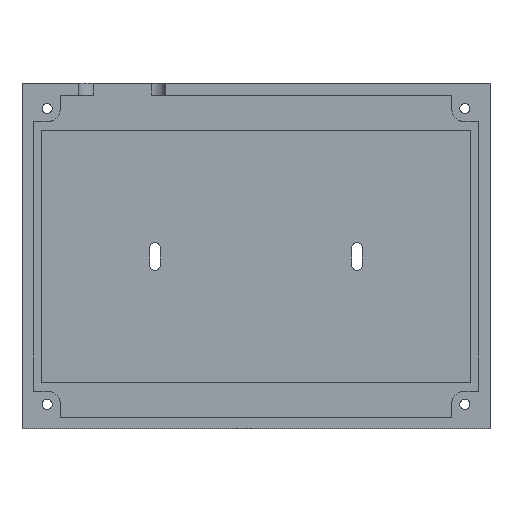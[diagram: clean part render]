
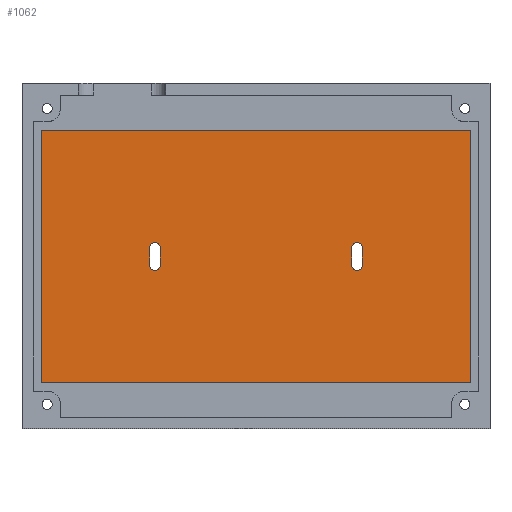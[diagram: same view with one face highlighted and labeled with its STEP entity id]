
A CAD part, top view. The second image highlights one B-rep face of the part: STEP entity #1062.
In plain terms, the highlighted planar face has unit normal (0, 0, 1).
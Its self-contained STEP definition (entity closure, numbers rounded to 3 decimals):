
#48=FACE_BOUND('',#211,.T.);
#49=FACE_BOUND('',#212,.T.);
#62=CIRCLE('',#1106,1.75);
#63=CIRCLE('',#1109,1.75);
#64=CIRCLE('',#1111,1.75);
#65=CIRCLE('',#1114,1.75);
#138=FACE_OUTER_BOUND('',#210,.T.);
#210=EDGE_LOOP('',(#943,#944,#945,#946));
#211=EDGE_LOOP('',(#947,#948,#949,#950));
#212=EDGE_LOOP('',(#951,#952,#953,#954));
#248=LINE('',#1562,#358);
#251=LINE('',#1570,#361);
#255=LINE('',#1582,#365);
#258=LINE('',#1589,#368);
#319=LINE('',#1758,#429);
#320=LINE('',#1760,#430);
#321=LINE('',#1762,#431);
#322=LINE('',#1763,#432);
#358=VECTOR('',#1255,10.);
#361=VECTOR('',#1264,10.);
#365=VECTOR('',#1278,10.);
#368=VECTOR('',#1287,10.);
#429=VECTOR('',#1456,10.);
#430=VECTOR('',#1457,10.);
#431=VECTOR('',#1458,10.);
#432=VECTOR('',#1459,10.);
#469=VERTEX_POINT('',#1559);
#470=VERTEX_POINT('',#1561);
#471=VERTEX_POINT('',#1565);
#472=VERTEX_POINT('',#1569);
#473=VERTEX_POINT('',#1575);
#474=VERTEX_POINT('',#1577);
#475=VERTEX_POINT('',#1581);
#476=VERTEX_POINT('',#1585);
#529=VERTEX_POINT('',#1756);
#530=VERTEX_POINT('',#1757);
#531=VERTEX_POINT('',#1759);
#532=VERTEX_POINT('',#1761);
#576=EDGE_CURVE('',#470,#469,#248,.T.);
#578=EDGE_CURVE('',#471,#470,#62,.T.);
#580=EDGE_CURVE('',#472,#471,#251,.T.);
#582=EDGE_CURVE('',#469,#472,#63,.T.);
#584=EDGE_CURVE('',#474,#473,#64,.T.);
#586=EDGE_CURVE('',#475,#474,#255,.T.);
#588=EDGE_CURVE('',#476,#475,#65,.T.);
#590=EDGE_CURVE('',#473,#476,#258,.T.);
#671=EDGE_CURVE('',#529,#530,#319,.T.);
#672=EDGE_CURVE('',#531,#529,#320,.T.);
#673=EDGE_CURVE('',#532,#531,#321,.T.);
#674=EDGE_CURVE('',#530,#532,#322,.T.);
#943=ORIENTED_EDGE('',*,*,#671,.F.);
#944=ORIENTED_EDGE('',*,*,#672,.F.);
#945=ORIENTED_EDGE('',*,*,#673,.F.);
#946=ORIENTED_EDGE('',*,*,#674,.F.);
#947=ORIENTED_EDGE('',*,*,#580,.T.);
#948=ORIENTED_EDGE('',*,*,#578,.T.);
#949=ORIENTED_EDGE('',*,*,#576,.T.);
#950=ORIENTED_EDGE('',*,*,#582,.T.);
#951=ORIENTED_EDGE('',*,*,#588,.T.);
#952=ORIENTED_EDGE('',*,*,#586,.T.);
#953=ORIENTED_EDGE('',*,*,#584,.T.);
#954=ORIENTED_EDGE('',*,*,#590,.T.);
#1005=PLANE('',#1169);
#1062=ADVANCED_FACE('',(#138,#48,#49),#1005,.T.);
#1106=AXIS2_PLACEMENT_3D('',#1566,#1259,#1260);
#1109=AXIS2_PLACEMENT_3D('',#1573,#1268,#1269);
#1111=AXIS2_PLACEMENT_3D('',#1578,#1273,#1274);
#1114=AXIS2_PLACEMENT_3D('',#1586,#1282,#1283);
#1169=AXIS2_PLACEMENT_3D('',#1755,#1454,#1455);
#1255=DIRECTION('',(0.,-1.,0.));
#1259=DIRECTION('center_axis',(0.,0.,-1.));
#1260=DIRECTION('ref_axis',(1.,0.,0.));
#1264=DIRECTION('',(0.,1.,0.));
#1268=DIRECTION('center_axis',(0.,0.,-1.));
#1269=DIRECTION('ref_axis',(-1.,0.,0.));
#1273=DIRECTION('center_axis',(0.,0.,-1.));
#1274=DIRECTION('ref_axis',(1.,0.,0.));
#1278=DIRECTION('',(0.,1.,0.));
#1282=DIRECTION('center_axis',(0.,0.,-1.));
#1283=DIRECTION('ref_axis',(-1.,0.,0.));
#1287=DIRECTION('',(0.,-1.,0.));
#1454=DIRECTION('center_axis',(0.,0.,1.));
#1455=DIRECTION('ref_axis',(1.,0.,0.));
#1456=DIRECTION('',(0.,1.,0.));
#1457=DIRECTION('',(-1.,0.,0.));
#1458=DIRECTION('',(0.,-1.,0.));
#1459=DIRECTION('',(1.,0.,0.));
#1559=CARTESIAN_POINT('',(36.027,-3.,-7.6));
#1561=CARTESIAN_POINT('',(36.027,3.,-7.6));
#1562=CARTESIAN_POINT('',(36.027,1.5,-7.6));
#1565=CARTESIAN_POINT('',(32.527,3.,-7.6));
#1566=CARTESIAN_POINT('Origin',(34.277,3.,-7.6));
#1569=CARTESIAN_POINT('',(32.527,-3.,-7.6));
#1570=CARTESIAN_POINT('',(32.527,-1.5,-7.6));
#1573=CARTESIAN_POINT('Origin',(34.277,-3.,-7.6));
#1575=CARTESIAN_POINT('',(-32.527,3.,-7.6));
#1577=CARTESIAN_POINT('',(-36.027,3.,-7.6));
#1578=CARTESIAN_POINT('Origin',(-34.277,3.,-7.6));
#1581=CARTESIAN_POINT('',(-36.027,-3.,-7.6));
#1582=CARTESIAN_POINT('',(-36.027,-1.5,-7.6));
#1585=CARTESIAN_POINT('',(-32.527,-3.,-7.6));
#1586=CARTESIAN_POINT('Origin',(-34.277,-3.,-7.6));
#1589=CARTESIAN_POINT('',(-32.527,1.5,-7.6));
#1755=CARTESIAN_POINT('Origin',(0.,0.,-7.6));
#1756=CARTESIAN_POINT('',(-72.85,-42.85,-7.6));
#1757=CARTESIAN_POINT('',(-72.85,42.85,-7.6));
#1758=CARTESIAN_POINT('',(-72.85,-21.425,-7.6));
#1759=CARTESIAN_POINT('',(72.85,-42.85,-7.6));
#1760=CARTESIAN_POINT('',(36.425,-42.85,-7.6));
#1761=CARTESIAN_POINT('',(72.85,42.85,-7.6));
#1762=CARTESIAN_POINT('',(72.85,21.425,-7.6));
#1763=CARTESIAN_POINT('',(-36.425,42.85,-7.6));
